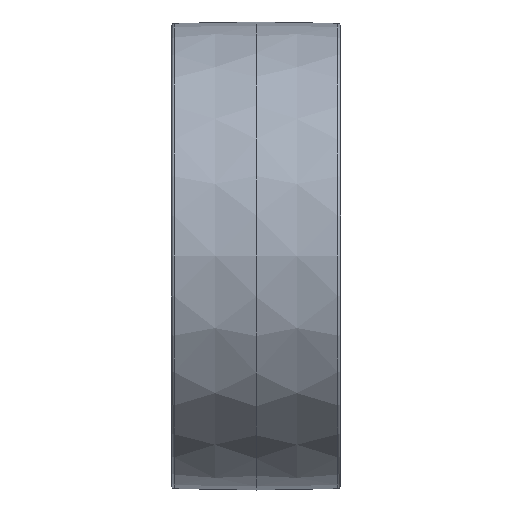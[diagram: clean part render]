
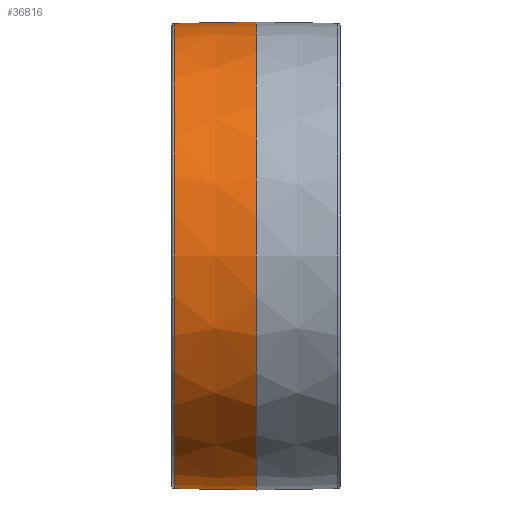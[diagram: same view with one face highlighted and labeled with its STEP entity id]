
A CAD part, front view. The second image highlights one B-rep face of the part: STEP entity #36816.
In plain terms, the highlighted conical face has half-angle 1 degrees and reference radius 50.49 mm.
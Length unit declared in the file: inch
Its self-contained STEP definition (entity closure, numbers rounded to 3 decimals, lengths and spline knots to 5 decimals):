
#1138 = VERTEX_POINT ( 'NONE', #38425 ) ;
#1914 = AXIS2_PLACEMENT_3D ( 'NONE', #41301, #6071, #65440 ) ;
#2003 = ORIENTED_EDGE ( 'NONE', *, *, #62035, .T. ) ;
#4715 = AXIS2_PLACEMENT_3D ( 'NONE', #59362, #76013, #76788 ) ;
#6071 = DIRECTION ( 'NONE',  ( 1., 0., 0. ) ) ;
#7726 = CARTESIAN_POINT ( 'NONE',  ( -0.69941, 0., 1.98779 ) ) ;
#7765 = ORIENTED_EDGE ( 'NONE', *, *, #61532, .F. ) ;
#11144 = CIRCLE ( 'NONE', #61688, 1.98779 ) ;
#11490 = CARTESIAN_POINT ( 'NONE',  ( -0.69941, 0., 0. ) ) ;
#12246 = VERTEX_POINT ( 'NONE', #18221 ) ;
#13513 = VERTEX_POINT ( 'NONE', #7726 ) ;
#14555 = VECTOR ( 'NONE', #67543, 39.37008 ) ;
#18221 = CARTESIAN_POINT ( 'NONE',  ( -0.69941, 0., -1.98779 ) ) ;
#22470 = CARTESIAN_POINT ( 'NONE',  ( -0.69941, 0., -1.98779 ) ) ;
#22749 = EDGE_CURVE ( 'NONE', #12246, #13513, #11144, .T. ) ;
#24905 = CIRCLE ( 'NONE', #4715, 2. ) ;
#28441 = LINE ( 'NONE', #22470, #61887 ) ;
#29266 = DIRECTION ( 'NONE',  ( 0., 0., 1. ) ) ;
#36163 = ORIENTED_EDGE ( 'NONE', *, *, #60013, .T. ) ;
#36816 = ADVANCED_FACE ( 'NONE', ( #76543 ), #55004, .T. ) ;
#38425 = CARTESIAN_POINT ( 'NONE',  ( 0., 0., 2. ) ) ;
#41111 = DIRECTION ( 'NONE',  ( 1., 0., -0.017 ) ) ;
#41301 = CARTESIAN_POINT ( 'NONE',  ( -0.69941, 0., 0. ) ) ;
#43426 = LINE ( 'NONE', #61999, #14555 ) ;
#47137 = DIRECTION ( 'NONE',  ( -1., 0., 0. ) ) ;
#53058 = CARTESIAN_POINT ( 'NONE',  ( 0., 0., -2. ) ) ;
#55004 = CONICAL_SURFACE ( 'NONE', #1914, 1.98779, 0.017 ) ;
#57345 = EDGE_LOOP ( 'NONE', ( #7765, #62465, #36163, #2003 ) ) ;
#59362 = CARTESIAN_POINT ( 'NONE',  ( 0., 0., 0. ) ) ;
#60013 = EDGE_CURVE ( 'NONE', #12246, #65228, #28441, .T. ) ;
#61532 = EDGE_CURVE ( 'NONE', #13513, #1138, #43426, .T. ) ;
#61688 = AXIS2_PLACEMENT_3D ( 'NONE', #11490, #47137, #29266 ) ;
#61887 = VECTOR ( 'NONE', #41111, 39.37008 ) ;
#61999 = CARTESIAN_POINT ( 'NONE',  ( -0.69941, 0., 1.98779 ) ) ;
#62035 = EDGE_CURVE ( 'NONE', #65228, #1138, #24905, .T. ) ;
#62465 = ORIENTED_EDGE ( 'NONE', *, *, #22749, .F. ) ;
#65228 = VERTEX_POINT ( 'NONE', #53058 ) ;
#65440 = DIRECTION ( 'NONE',  ( 0., 0., -1. ) ) ;
#67543 = DIRECTION ( 'NONE',  ( 1., 0., 0.017 ) ) ;
#76013 = DIRECTION ( 'NONE',  ( -1., 0., 0. ) ) ;
#76543 = FACE_OUTER_BOUND ( 'NONE', #57345, .T. ) ;
#76788 = DIRECTION ( 'NONE',  ( 0., 0., 1. ) ) ;
